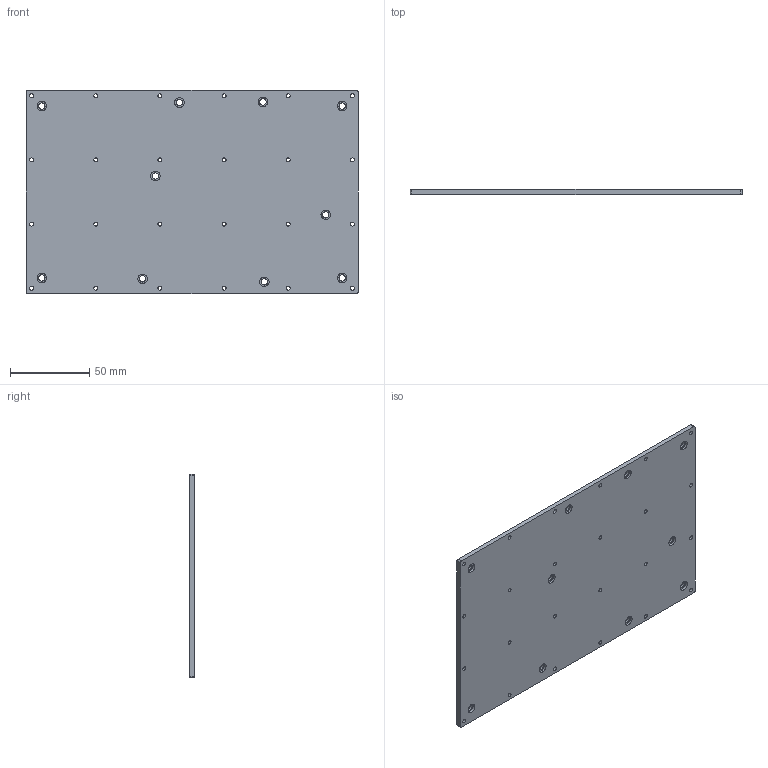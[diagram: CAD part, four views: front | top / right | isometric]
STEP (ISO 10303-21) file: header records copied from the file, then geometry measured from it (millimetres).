
FILE_DESCRIPTION(/* description */ (''),/* implementation_level */ '2;1');
FILE_NAME(/* name */ 'Baseplate Simple v7.step',/* time_stamp */ '2024-10-06T23:41:32+02:00',/* author */ (''),/* organization */ (''),/* preprocessor_version */ 'ST-DEVELOPER v20',/* originating_system */ 'Autodesk Translation Framework v13.14.0.145',/* authorisation */ '');
FILE_SCHEMA (('AUTOMOTIVE_DESIGN { 1 0 10303 214 3 1 1 }'));
Length unit declared in the file: millimetre
Products named in the file (1): Baseplate Simple
Bounding box: 209.5 x 3 x 128.5 mm (x, y, z)
Volume: 79793.6 mm3; surface area: 56412.4 mm2
Topology: 1 solids, 1 shells, 64 faces, 156 edges, 104 vertices
Faces by surface type: cylinder 48, plane 16
Full cylindrical faces by diameter (mm): 2.5 x24, 4 x10, 6 x10
Entity records: 2112 total; most frequent: DIRECTION 382, CARTESIAN_POINT 325, ORIENTED_EDGE 312, AXIS2_PLACEMENT_3D 161, EDGE_CURVE 156, EDGE_LOOP 142, VERTEX_POINT 104, CIRCLE 96
